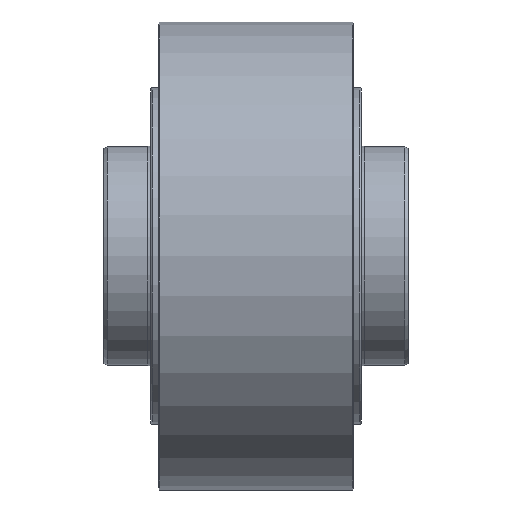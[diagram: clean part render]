
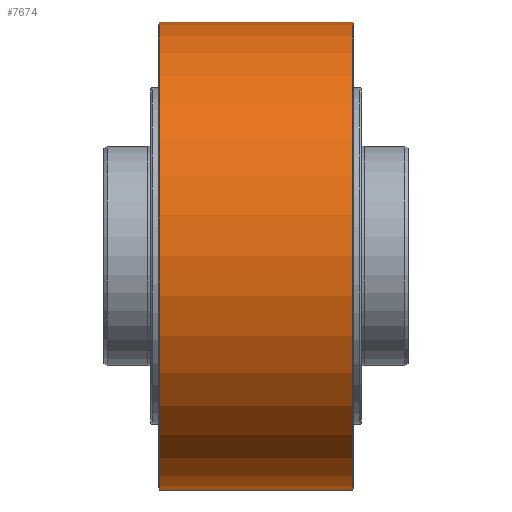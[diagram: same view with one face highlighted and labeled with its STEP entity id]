
A CAD part, top view. The second image highlights one B-rep face of the part: STEP entity #7674.
In plain terms, the highlighted cylindrical face has radius 80 mm (diameter 160 mm), a partial arc.
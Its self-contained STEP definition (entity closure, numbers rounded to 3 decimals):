
#6778=CARTESIAN_POINT('',(-33.,0.,0.));
#6779=DIRECTION('',(1.,0.,0.));
#6780=DIRECTION('',(0.,1.,0.));
#6781=AXIS2_PLACEMENT_3D('',#6778,#6779,#6780);
#6873=DIRECTION('',(-1.,0.,0.));
#6874=VECTOR('',#6873,66.);
#6875=CARTESIAN_POINT('',(33.,80.,0.));
#6876=LINE('',#6875,#6874);
#6877=DIRECTION('',(-1.,0.,0.));
#6878=VECTOR('',#6877,66.);
#6879=CARTESIAN_POINT('',(33.,-80.,0.));
#6880=LINE('',#6879,#6878);
#6886=CARTESIAN_POINT('',(33.,0.,0.));
#6887=DIRECTION('',(-1.,0.,0.));
#6888=DIRECTION('',(0.,-1.,0.));
#6889=AXIS2_PLACEMENT_3D('',#6886,#6887,#6888);
#7405=CARTESIAN_POINT('',(-33.,-80.,0.));
#7406=CARTESIAN_POINT('',(-33.,80.,0.));
#7407=VERTEX_POINT('',#7405);
#7408=VERTEX_POINT('',#7406);
#7445=CARTESIAN_POINT('',(33.,-80.,0.));
#7446=VERTEX_POINT('',#7445);
#7447=CARTESIAN_POINT('',(33.,80.,0.));
#7448=VERTEX_POINT('',#7447);
#7662=CARTESIAN_POINT('',(-33.,0.,0.));
#7663=DIRECTION('',(1.,0.,0.));
#7664=DIRECTION('',(0.,-1.,0.));
#7665=AXIS2_PLACEMENT_3D('',#7662,#7663,#7664);
#7666=CYLINDRICAL_SURFACE('',#7665,80.);
#7667=ORIENTED_EDGE('',*,*,#7588,.F.);
#7668=ORIENTED_EDGE('',*,*,#7657,.F.);
#7670=ORIENTED_EDGE('',*,*,#7669,.F.);
#7671=ORIENTED_EDGE('',*,*,#7653,.T.);
#7672=EDGE_LOOP('',(#7667,#7668,#7670,#7671));
#7673=FACE_OUTER_BOUND('',#7672,.F.);
#6782=CIRCLE('',#6781,80.);
#6890=CIRCLE('',#6889,80.);
#7588=EDGE_CURVE('',#7408,#7407,#6782,.T.);
#7653=EDGE_CURVE('',#7446,#7407,#6880,.T.);
#7657=EDGE_CURVE('',#7448,#7408,#6876,.T.);
#7669=EDGE_CURVE('',#7446,#7448,#6890,.T.);
#7674=ADVANCED_FACE('',(#7673),#7666,.T.);
